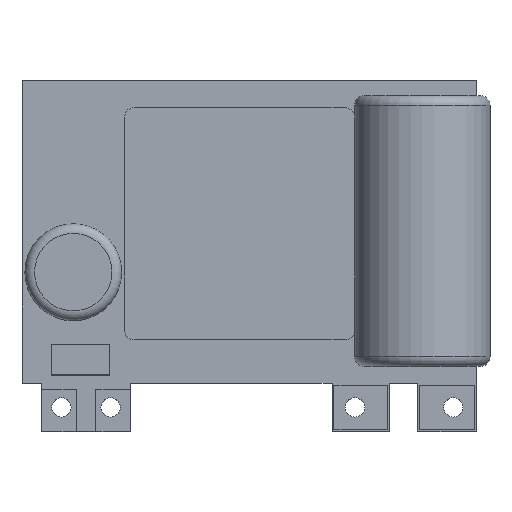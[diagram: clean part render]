
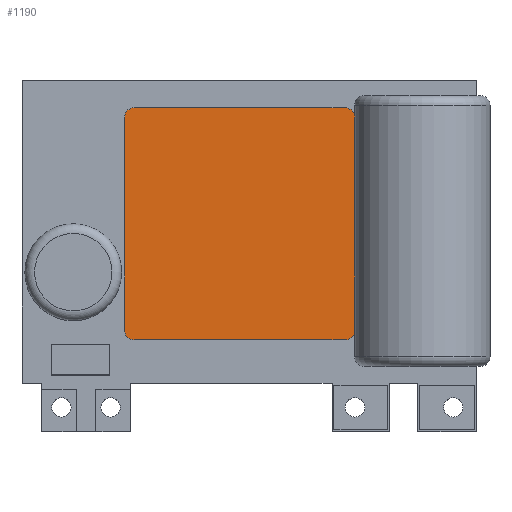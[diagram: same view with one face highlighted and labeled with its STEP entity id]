
A CAD part, top view. The second image highlights one B-rep face of the part: STEP entity #1190.
In plain terms, the highlighted planar face has unit normal (0, 0, 1).
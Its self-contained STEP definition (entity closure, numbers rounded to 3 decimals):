
#62=CIRCLE('',#1284,0.5);
#67=CIRCLE('',#1292,0.5);
#68=CIRCLE('',#1294,0.5);
#69=CIRCLE('',#1297,0.5);
#140=FACE_OUTER_BOUND('',#220,.T.);
#220=EDGE_LOOP('',(#1041,#1042,#1043,#1044,#1045,#1046,#1047,#1048));
#339=LINE('',#1912,#470);
#345=LINE('',#1927,#476);
#347=LINE('',#1933,#478);
#348=LINE('',#1935,#479);
#470=VECTOR('',#1569,10.);
#476=VECTOR('',#1585,10.);
#478=VECTOR('',#1593,10.);
#479=VECTOR('',#1596,10.);
#573=VERTEX_POINT('',#1888);
#574=VERTEX_POINT('',#1889);
#583=VERTEX_POINT('',#1911);
#584=VERTEX_POINT('',#1915);
#585=VERTEX_POINT('',#1919);
#586=VERTEX_POINT('',#1920);
#587=VERTEX_POINT('',#1925);
#588=VERTEX_POINT('',#1929);
#720=EDGE_CURVE('',#573,#574,#62,.T.);
#731=EDGE_CURVE('',#583,#574,#339,.T.);
#733=EDGE_CURVE('',#583,#584,#67,.T.);
#735=EDGE_CURVE('',#585,#586,#68,.T.);
#739=EDGE_CURVE('',#585,#587,#345,.T.);
#740=EDGE_CURVE('',#588,#587,#69,.T.);
#742=EDGE_CURVE('',#588,#584,#347,.T.);
#743=EDGE_CURVE('',#573,#586,#348,.T.);
#1041=ORIENTED_EDGE('',*,*,#720,.F.);
#1042=ORIENTED_EDGE('',*,*,#743,.T.);
#1043=ORIENTED_EDGE('',*,*,#735,.F.);
#1044=ORIENTED_EDGE('',*,*,#739,.T.);
#1045=ORIENTED_EDGE('',*,*,#740,.F.);
#1046=ORIENTED_EDGE('',*,*,#742,.T.);
#1047=ORIENTED_EDGE('',*,*,#733,.F.);
#1048=ORIENTED_EDGE('',*,*,#731,.T.);
#1126=PLANE('',#1300);
#1190=ADVANCED_FACE('',(#140),#1126,.T.);
#1284=AXIS2_PLACEMENT_3D('',#1890,#1549,#1550);
#1292=AXIS2_PLACEMENT_3D('',#1916,#1573,#1574);
#1294=AXIS2_PLACEMENT_3D('',#1921,#1578,#1579);
#1297=AXIS2_PLACEMENT_3D('',#1930,#1588,#1589);
#1300=AXIS2_PLACEMENT_3D('',#1936,#1597,#1598);
#1549=DIRECTION('center_axis',(0.,0.,-1.));
#1550=DIRECTION('ref_axis',(-0.707,0.707,0.));
#1569=DIRECTION('',(-1.,0.,0.));
#1573=DIRECTION('center_axis',(0.,0.,-1.));
#1574=DIRECTION('ref_axis',(0.707,0.707,0.));
#1578=DIRECTION('center_axis',(0.,0.,-1.));
#1579=DIRECTION('ref_axis',(-0.707,-0.707,0.));
#1585=DIRECTION('',(1.,0.,0.));
#1588=DIRECTION('center_axis',(0.,0.,-1.));
#1589=DIRECTION('ref_axis',(0.707,-0.707,0.));
#1593=DIRECTION('',(0.,1.,0.));
#1596=DIRECTION('',(0.,-1.,0.));
#1597=DIRECTION('center_axis',(0.,0.,1.));
#1598=DIRECTION('ref_axis',(1.,0.,0.));
#1888=CARTESIAN_POINT('',(-7.181,10.862,11.));
#1889=CARTESIAN_POINT('',(-6.681,11.362,11.));
#1890=CARTESIAN_POINT('Origin',(-6.681,10.862,11.));
#1911=CARTESIAN_POINT('',(4.219,11.362,11.));
#1912=CARTESIAN_POINT('',(4.719,11.362,11.));
#1915=CARTESIAN_POINT('',(4.719,10.862,11.));
#1916=CARTESIAN_POINT('Origin',(4.219,10.862,11.));
#1919=CARTESIAN_POINT('',(-6.681,-0.638,11.));
#1920=CARTESIAN_POINT('',(-7.181,-0.138,11.));
#1921=CARTESIAN_POINT('Origin',(-6.681,-0.138,11.));
#1925=CARTESIAN_POINT('',(4.219,-0.638,11.));
#1927=CARTESIAN_POINT('',(-7.181,-0.638,11.));
#1929=CARTESIAN_POINT('',(4.719,-0.138,11.));
#1930=CARTESIAN_POINT('Origin',(4.219,-0.138,11.));
#1933=CARTESIAN_POINT('',(4.719,-0.638,11.));
#1935=CARTESIAN_POINT('',(-7.181,11.362,11.));
#1936=CARTESIAN_POINT('Origin',(-1.231,5.362,11.));
